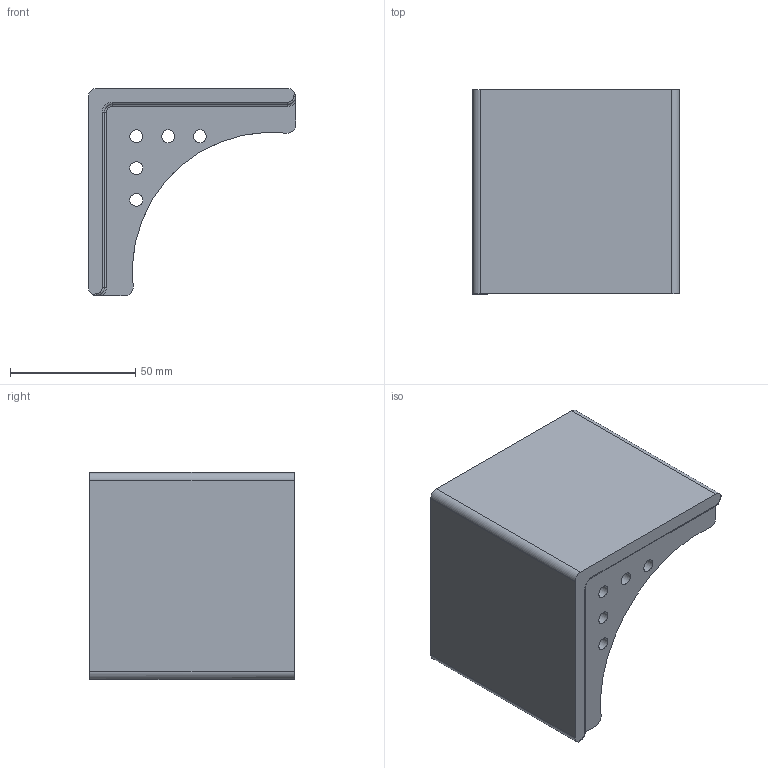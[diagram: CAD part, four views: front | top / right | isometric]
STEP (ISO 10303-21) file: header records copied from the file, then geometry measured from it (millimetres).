
FILE_DESCRIPTION(/* description */ (''),/* implementation_level */ '2;1');
FILE_NAME(/* name */ 'DB1-017.stp',/* time_stamp */ '2025-03-08T12:35:01-05:00',/* author */ ('slick'),/* organization */ (''),/* preprocessor_version */ 'ST-DEVELOPER v19.2',/* originating_system */ 'Autodesk Inventor 2023',/* authorisation */ '');
FILE_SCHEMA (('AUTOMOTIVE_DESIGN { 1 0 10303 214 3 1 1 }'));
Length unit declared in the file: inch
Products named in the file (1): DB1-017
Bounding box: 82.55 x 81.41 x 82.55 mm (x, y, z)
Volume: 235873.8 mm3; surface area: 36576 mm2
Topology: 1 solids, 1 shells, 93 faces, 230 edges, 134 vertices
Faces by surface type: cylinder 41, torus 22, plane 21, bspline 9
Full cylindrical faces by diameter (mm): 5.105 x5
Entity records: 3213 total; most frequent: CARTESIAN_POINT 973, DIRECTION 482, ORIENTED_EDGE 450, EDGE_CURVE 225, AXIS2_PLACEMENT_3D 196, VERTEX_POINT 134, CIRCLE 105, EDGE_LOOP 103
